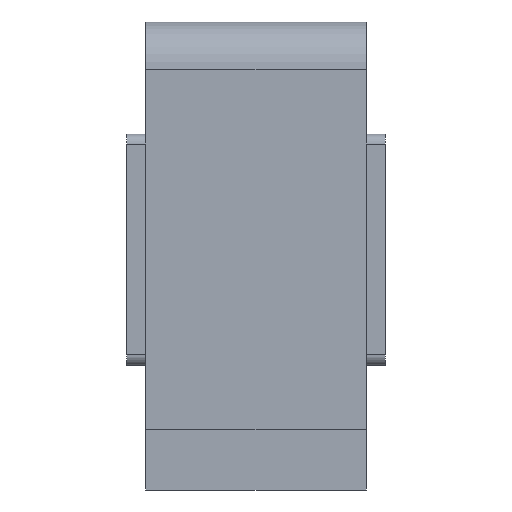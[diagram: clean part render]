
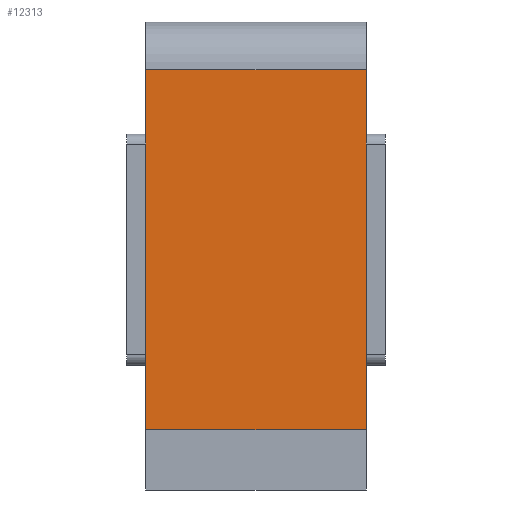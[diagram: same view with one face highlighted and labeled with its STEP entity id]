
A CAD part, front view. The second image highlights one B-rep face of the part: STEP entity #12313.
In plain terms, the highlighted planar face has unit normal (0, -1, 0).
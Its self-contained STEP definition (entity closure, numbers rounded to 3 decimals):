
#310 = LINE ( 'NONE', #8111, #686 ) ;
#498 = CARTESIAN_POINT ( 'NONE',  ( 11.5, -5.5, 0. ) ) ;
#686 = VECTOR ( 'NONE', #4381, 1000. ) ;
#949 = EDGE_LOOP ( 'NONE', ( #5631, #2384, #9346, #6624 ) ) ;
#1738 = CARTESIAN_POINT ( 'NONE',  ( 11.5, -5.5, 0. ) ) ;
#1912 = DIRECTION ( 'NONE',  ( 0., 0., 1. ) ) ;
#2028 = VECTOR ( 'NONE', #8118, 1000. ) ;
#2208 = CARTESIAN_POINT ( 'NONE',  ( 11.5, -5.5, 37.5 ) ) ;
#2384 = ORIENTED_EDGE ( 'NONE', *, *, #12636, .F. ) ;
#2766 = EDGE_CURVE ( 'NONE', #14992, #13911, #14824, .T. ) ;
#2989 = VECTOR ( 'NONE', #14842, 1000. ) ;
#4106 = CARTESIAN_POINT ( 'NONE',  ( -11.5, -5.5, 0. ) ) ;
#4381 = DIRECTION ( 'NONE',  ( -1., 0., 0. ) ) ;
#5631 = ORIENTED_EDGE ( 'NONE', *, *, #10740, .T. ) ;
#6624 = ORIENTED_EDGE ( 'NONE', *, *, #2766, .T. ) ;
#6637 = CARTESIAN_POINT ( 'NONE',  ( -11.5, -5.5, 0. ) ) ;
#6694 = PLANE ( 'NONE',  #13793 ) ;
#6819 = CARTESIAN_POINT ( 'NONE',  ( 11.5, -5.5, 37.5 ) ) ;
#7142 = VERTEX_POINT ( 'NONE', #6637 ) ;
#7583 = DIRECTION ( 'NONE',  ( 0., 0., -1. ) ) ;
#8111 = CARTESIAN_POINT ( 'NONE',  ( 11.5, -5.5, 0. ) ) ;
#8118 = DIRECTION ( 'NONE',  ( -1., 0., 0. ) ) ;
#9346 = ORIENTED_EDGE ( 'NONE', *, *, #9394, .F. ) ;
#9394 = EDGE_CURVE ( 'NONE', #14992, #9899, #10116, .T. ) ;
#9899 = VERTEX_POINT ( 'NONE', #1738 ) ;
#10116 = LINE ( 'NONE', #13575, #13448 ) ;
#10260 = DIRECTION ( 'NONE',  ( 0., 1., 0. ) ) ;
#10740 = EDGE_CURVE ( 'NONE', #13911, #7142, #11061, .T. ) ;
#11061 = LINE ( 'NONE', #4106, #2989 ) ;
#11579 = CARTESIAN_POINT ( 'NONE',  ( -11.5, -5.5, 37.5 ) ) ;
#12313 = ADVANCED_FACE ( 'NONE', ( #12525 ), #6694, .F. ) ;
#12525 = FACE_OUTER_BOUND ( 'NONE', #949, .T. ) ;
#12636 = EDGE_CURVE ( 'NONE', #9899, #7142, #310, .T. ) ;
#13448 = VECTOR ( 'NONE', #7583, 1000. ) ;
#13575 = CARTESIAN_POINT ( 'NONE',  ( 11.5, -5.5, 0. ) ) ;
#13793 = AXIS2_PLACEMENT_3D ( 'NONE', #498, #10260, #1912 ) ;
#13911 = VERTEX_POINT ( 'NONE', #11579 ) ;
#14824 = LINE ( 'NONE', #6819, #2028 ) ;
#14842 = DIRECTION ( 'NONE',  ( 0., 0., -1. ) ) ;
#14992 = VERTEX_POINT ( 'NONE', #2208 ) ;
